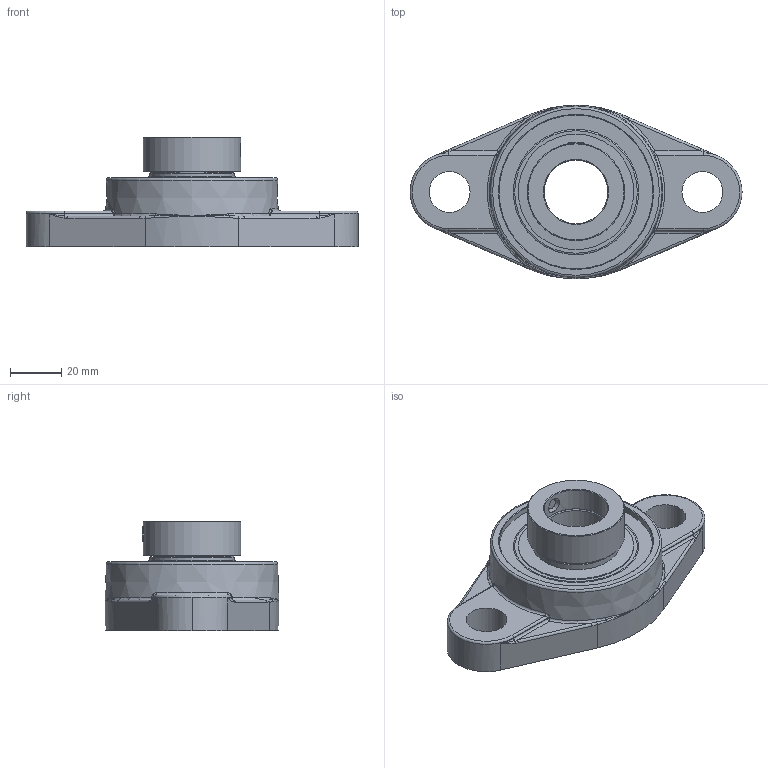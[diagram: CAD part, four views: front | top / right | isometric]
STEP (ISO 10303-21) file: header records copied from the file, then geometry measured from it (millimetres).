
FILE_DESCRIPTION(('HOOPS Exchange Step'),'2;1');
FILE_NAME('export-857AB0E6-BF05-48C7-B389-734F1AE14BA1.stp','2020-05-15T10:49:01-07:00',('dkerr'),('Alibre'),'HOOPS Exchange 2020.0','Alibre','Unknown authorisation');
FILE_SCHEMA( ('AP242_MANAGED_MODEL_BASED_3D_ENGINEERING_MIM_LF {1 0 10303 442 1 1 4 }') );
Length unit declared in the file: inch
Products named in the file (8): MRN SFLM L4L 205; SNC 205 (Ball Bearing); SNC 205 (Shield); SNC 205 (Setscrew); SNC 205 (Collar); SNC 205 L4L (25mm) (Race); MRN SNC 205 L4L (25mm); MRN SNCFLM 205 L4L (25mm)
Assembly tree (8 placements, depth 3):
  MRN SNCFLM 205 L4L (25mm)
    MRN SFLM L4L 205
    MRN SNC 205 L4L (25mm)
      SNC 205 (Ball Bearing)
      SNC 205 (Shield)  x2
      SNC 205 (Setscrew)
      SNC 205 (Collar)
      SNC 205 L4L (25mm) (Race)
Bounding box: 130 x 68 x 42.9 mm (x, y, z)
Volume: 95188.6 mm3; surface area: 42721.1 mm2
Topology: 16 solids, 16 shells, 189 faces, 498 edges, 313 vertices
Faces by surface type: cylinder 51, plane 46, bspline 38, torus 23, sphere 16, cone 15
Full cylindrical faces by diameter (mm): 5.994 x1, 6 x2, 16 x2, 25 x2, 30.683 x2, 33.02 x4, 34.036 x2, 38.1 x1, 44.063 x2, 45.212 x2, 53.336 x1, 60.25 x1
Entity records: 10906 total; most frequent: CARTESIAN_POINT 6400, DIRECTION 911, ORIENTED_EDGE 892, EDGE_CURVE 446, AXIS2_PLACEMENT_3D 398, VERTEX_POINT 299, CIRCLE 226, EDGE_LOOP 203
